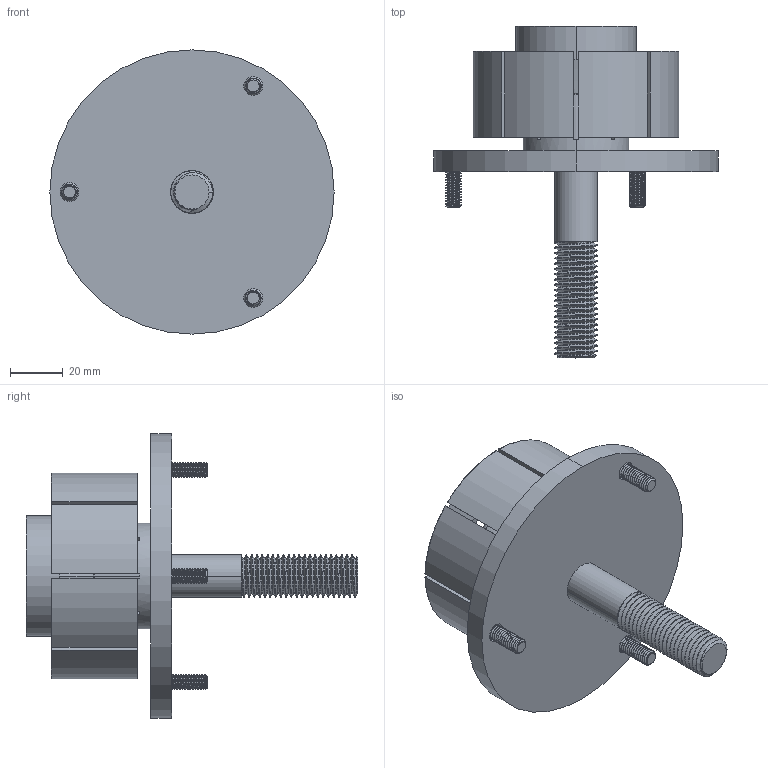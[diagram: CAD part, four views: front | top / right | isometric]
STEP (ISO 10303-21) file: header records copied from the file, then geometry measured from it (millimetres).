
FILE_DESCRIPTION (( 'STEP AP214' ), '1' );
FILE_NAME ('38400DD for step as Part.STEP', '2022-03-11T20:16:26', ( '' ), ( '' ), 'SwSTEP 2.0', 'SolidWorks 2021', '' );
FILE_SCHEMA (( 'AUTOMOTIVE_DESIGN' ));
Length unit declared in the file: inch
Products named in the file (1): 38400DD for step as Part
Bounding box: 107.49 x 125.47 x 107.49 mm (x, y, z)
Volume: 234230.4 mm3; surface area: 68411.4 mm2
Topology: 6 solids, 6 shells, 536 faces, 1477 edges, 958 vertices
Faces by surface type: cylinder 344, plane 98, cone 66, torus 20, bspline 8
Entity records: 34300 total; most frequent: CARTESIAN_POINT 15349, ORIENTED_EDGE 2954, DIRECTION 2086, EDGE_CURVE 1477, VERTEX_POINT 958, AXIS2_PLACEMENT_3D 766, LINE 554, VECTOR 554
